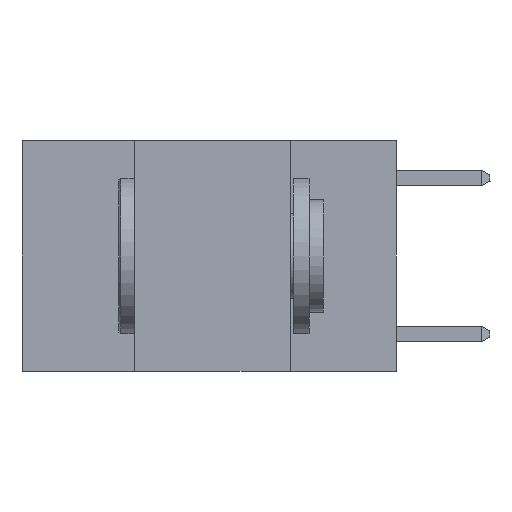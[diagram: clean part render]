
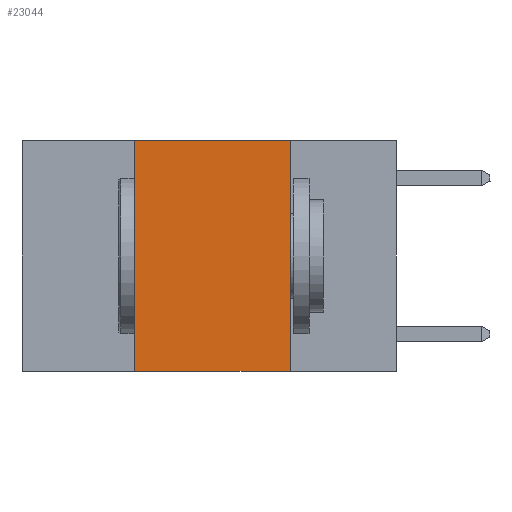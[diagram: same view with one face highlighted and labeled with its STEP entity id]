
A CAD part, left-side view. The second image highlights one B-rep face of the part: STEP entity #23044.
In plain terms, the highlighted planar face has unit normal (-1, 0, 0).
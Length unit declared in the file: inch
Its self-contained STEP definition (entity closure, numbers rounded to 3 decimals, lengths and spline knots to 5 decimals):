
#99 = CARTESIAN_POINT ( 'NONE',  ( 0., 0.6, 0. ) ) ;
#1315 = CARTESIAN_POINT ( 'NONE',  ( 0., 0.42, 0. ) ) ;
#2228 = DIRECTION ( 'NONE',  ( 0., 0., -1. ) ) ;
#2911 = CARTESIAN_POINT ( 'NONE',  ( 0., 0.6, 0. ) ) ;
#3331 = EDGE_LOOP ( 'NONE', ( #6169, #21013, #10147, #26396 ) ) ;
#4246 = PLANE ( 'NONE',  #5219 ) ;
#4376 = DIRECTION ( 'NONE',  ( 0., -1., 0. ) ) ;
#5219 = AXIS2_PLACEMENT_3D ( 'NONE', #99, #14803, #2228 ) ;
#6169 = ORIENTED_EDGE ( 'NONE', *, *, #15991, .F. ) ;
#6373 = VERTEX_POINT ( 'NONE', #1315 ) ;
#9538 = CARTESIAN_POINT ( 'NONE',  ( 0., 0.42, -0.37 ) ) ;
#10147 = ORIENTED_EDGE ( 'NONE', *, *, #26471, .F. ) ;
#10340 = CARTESIAN_POINT ( 'NONE',  ( 0., 0.42, 0. ) ) ;
#10434 = VECTOR ( 'NONE', #12471, 39.37008 ) ;
#11427 = EDGE_CURVE ( 'NONE', #6373, #14365, #15497, .T. ) ;
#12232 = VERTEX_POINT ( 'NONE', #23680 ) ;
#12471 = DIRECTION ( 'NONE',  ( 0., 0., 1. ) ) ;
#14365 = VERTEX_POINT ( 'NONE', #26030 ) ;
#14803 = DIRECTION ( 'NONE',  ( 1., 0., 0. ) ) ;
#15455 = DIRECTION ( 'NONE',  ( 0., -1., 0. ) ) ;
#15497 = LINE ( 'NONE', #2911, #20265 ) ;
#15991 = EDGE_CURVE ( 'NONE', #14365, #12232, #26349, .T. ) ;
#16800 = VERTEX_POINT ( 'NONE', #9538 ) ;
#16846 = CARTESIAN_POINT ( 'NONE',  ( 0., 0.6, -0.37 ) ) ;
#19807 = CARTESIAN_POINT ( 'NONE',  ( 0., 0.17, 0. ) ) ;
#20265 = VECTOR ( 'NONE', #15455, 39.37008 ) ;
#21013 = ORIENTED_EDGE ( 'NONE', *, *, #11427, .F. ) ;
#21542 = FACE_OUTER_BOUND ( 'NONE', #3331, .T. ) ;
#21793 = DIRECTION ( 'NONE',  ( 0., 0., -1. ) ) ;
#23044 = ADVANCED_FACE ( 'NONE', ( #21542 ), #4246, .F. ) ;
#23559 = LINE ( 'NONE', #16846, #24196 ) ;
#23680 = CARTESIAN_POINT ( 'NONE',  ( 0., 0.17, -0.37 ) ) ;
#24146 = LINE ( 'NONE', #10340, #10434 ) ;
#24196 = VECTOR ( 'NONE', #4376, 39.37008 ) ;
#25097 = VECTOR ( 'NONE', #21793, 39.37008 ) ;
#26030 = CARTESIAN_POINT ( 'NONE',  ( 0., 0.17, 0. ) ) ;
#26349 = LINE ( 'NONE', #19807, #25097 ) ;
#26396 = ORIENTED_EDGE ( 'NONE', *, *, #26579, .T. ) ;
#26471 = EDGE_CURVE ( 'NONE', #16800, #6373, #24146, .T. ) ;
#26579 = EDGE_CURVE ( 'NONE', #16800, #12232, #23559, .T. ) ;
